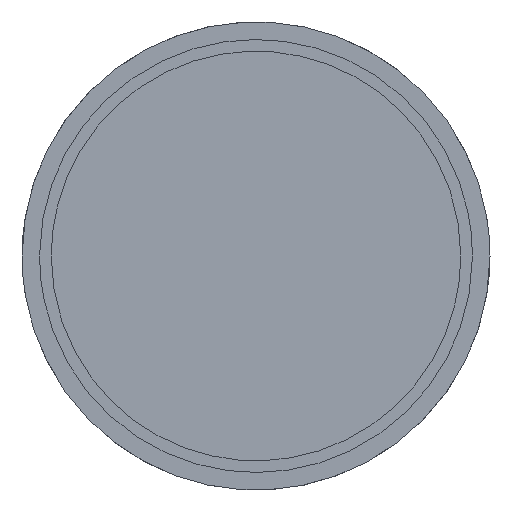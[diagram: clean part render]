
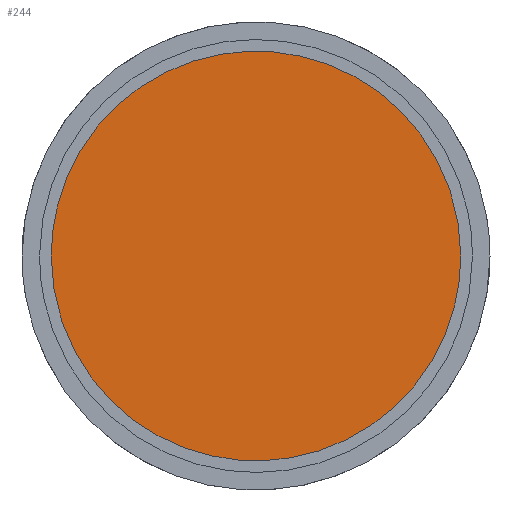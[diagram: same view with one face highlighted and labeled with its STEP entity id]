
A CAD part, front view. The second image highlights one B-rep face of the part: STEP entity #244.
In plain terms, the highlighted planar face has unit normal (0, -1, 0).
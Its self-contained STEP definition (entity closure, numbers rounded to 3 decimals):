
#244=ADVANCED_FACE('',(#415),#2566,.T.);
#415=FACE_OUTER_BOUND('',#605,.T.);
#605=EDGE_LOOP('',(#1408,#1409));
#1408=ORIENTED_EDGE('',*,*,#1809,.T.);
#1409=ORIENTED_EDGE('',*,*,#1808,.T.);
#1808=EDGE_CURVE('',#2476,#2477,#2210,.T.);
#1809=EDGE_CURVE('',#2477,#2476,#2211,.T.);
#2210=(
BOUNDED_CURVE()
B_SPLINE_CURVE(2,(#5720,#5721,#5722,#5723,#5724),.UNSPECIFIED.,.F.,.F.)
B_SPLINE_CURVE_WITH_KNOTS((3,2,3),(-1099.557,-549.779,
0.),.UNSPECIFIED.)
CURVE()
GEOMETRIC_REPRESENTATION_ITEM()
RATIONAL_B_SPLINE_CURVE((1.,0.707,1.,0.707,1.))
REPRESENTATION_ITEM('')
);
#2211=(
BOUNDED_CURVE()
B_SPLINE_CURVE(2,(#5725,#5726,#5727,#5728,#5729),.UNSPECIFIED.,.F.,.F.)
B_SPLINE_CURVE_WITH_KNOTS((3,2,3),(-1099.557,-549.779,
0.),.UNSPECIFIED.)
CURVE()
GEOMETRIC_REPRESENTATION_ITEM()
RATIONAL_B_SPLINE_CURVE((1.,0.707,1.,0.707,1.))
REPRESENTATION_ITEM('')
);
#2476=VERTEX_POINT('',#5694);
#2477=VERTEX_POINT('',#5695);
#2566=PLANE('',#2807);
#2807=AXIS2_PLACEMENT_3D('',#5687,#2965,$);
#2965=DIRECTION('',(0.,-1.,0.));
#5687=CARTESIAN_POINT('',(420.,-44.019,-420.));
#5694=CARTESIAN_POINT('',(-350.,-44.019,0.));
#5695=CARTESIAN_POINT('',(350.,-44.019,0.));
#5720=CARTESIAN_POINT('',(-350.,-44.019,0.));
#5721=CARTESIAN_POINT('',(-350.,-44.019,-350.));
#5722=CARTESIAN_POINT('',(0.,-44.019,-350.));
#5723=CARTESIAN_POINT('',(350.,-44.019,-350.));
#5724=CARTESIAN_POINT('',(350.,-44.019,0.));
#5725=CARTESIAN_POINT('',(350.,-44.019,0.));
#5726=CARTESIAN_POINT('',(350.,-44.019,350.));
#5727=CARTESIAN_POINT('',(0.,-44.019,350.));
#5728=CARTESIAN_POINT('',(-350.,-44.019,350.));
#5729=CARTESIAN_POINT('',(-350.,-44.019,0.));
